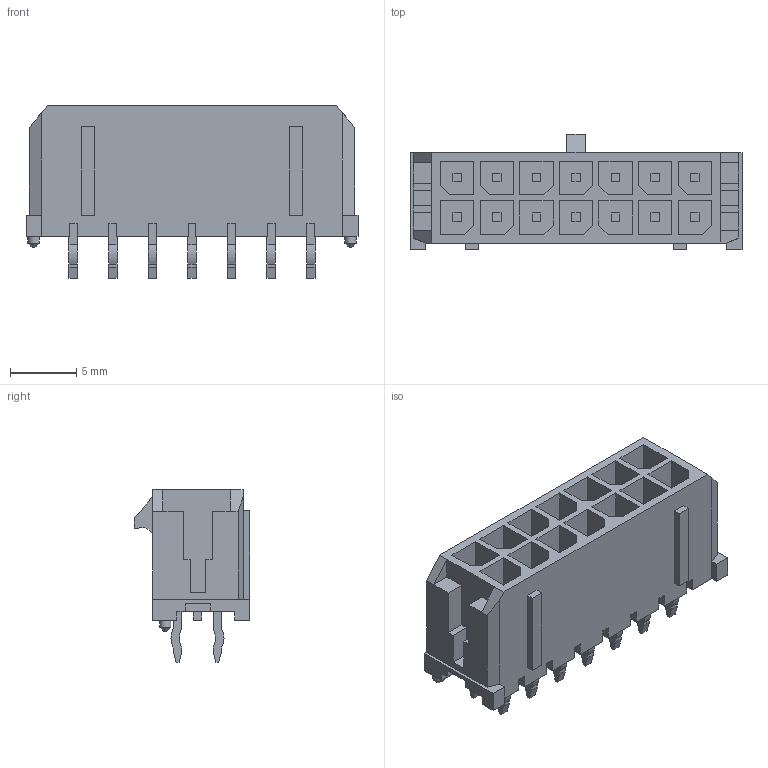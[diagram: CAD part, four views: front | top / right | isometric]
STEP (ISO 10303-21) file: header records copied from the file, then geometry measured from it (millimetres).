
FILE_DESCRIPTION( ( 'STEP AP214' ), '1' );
FILE_NAME( 'psolqas_22460_8.stp', '2020-07-09T08:05:54', ( 'License CC BY-ND 4.0' ), ( 'CADENAS' ), ' ', 'PARTsolutions', ' ' );
FILE_SCHEMA( ( 'AUTOMOTIVE_DESIGN { 1 0 10303 214 1 1 1 1 }' ) );
Length unit declared in the file: metre
Products named in the file (1): 1
Bounding box: 25.15 x 8.77 x 13.09 mm (x, y, z)
Volume: 1005.7 mm3; surface area: 2290.1 mm2
Topology: 1 solids, 1 shells, 551 faces, 1537 edges, 1022 vertices
Faces by surface type: plane 518, cylinder 31, cone 2
Full cylindrical faces by diameter (mm): 0.86 x2
Entity records: 17328 total; most frequent: CARTESIAN_POINT 3103, ORIENTED_EDGE 3062, DIRECTION 2699, EDGE_CURVE 1531, LINE 1467, VECTOR 1467, VERTEX_POINT 1020, AXIS2_PLACEMENT_3D 616
